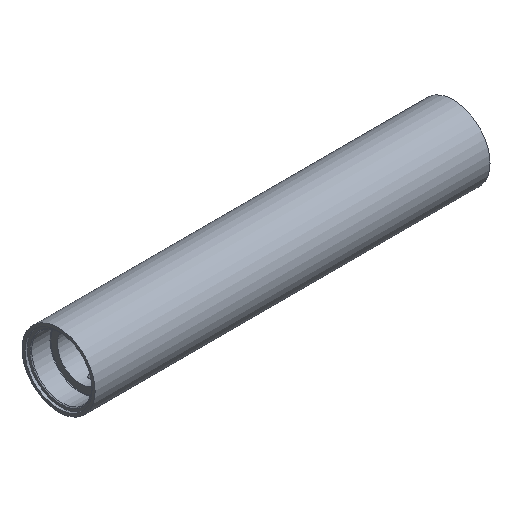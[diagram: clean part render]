
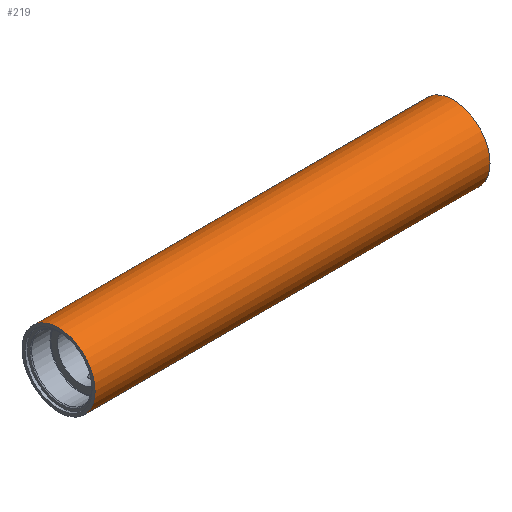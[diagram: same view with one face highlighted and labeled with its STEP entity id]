
A CAD part, isometric view. The second image highlights one B-rep face of the part: STEP entity #219.
In plain terms, the highlighted cylindrical face has radius 43.5 mm (diameter 87 mm), a full revolution.
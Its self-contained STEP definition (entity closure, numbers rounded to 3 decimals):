
#32=CIRCLE('',#253,43.5);
#33=CIRCLE('',#254,43.5);
#50=ORIENTED_EDGE('',*,*,#90,.T.);
#51=ORIENTED_EDGE('',*,*,#91,.T.);
#52=ORIENTED_EDGE('',*,*,#92,.T.);
#53=ORIENTED_EDGE('',*,*,#93,.T.);
#90=EDGE_CURVE('',#110,#110,#128,.T.);
#91=EDGE_CURVE('',#111,#111,#129,.T.);
#92=EDGE_CURVE('',#112,#112,#32,.T.);
#93=EDGE_CURVE('',#113,#113,#33,.T.);
#110=VERTEX_POINT('',#395);
#111=VERTEX_POINT('',#407);
#112=VERTEX_POINT('',#409);
#113=VERTEX_POINT('',#411);
#128=B_SPLINE_CURVE_WITH_KNOTS('',3,(#384,#385,#386,#387,#388,#389,#390,
#391,#392,#393,#394),.UNSPECIFIED.,.T.,.F.,(1,1,1,1,1,1,1,1,1,1,1,1,1,1,
1),(-0.011,-0.007,-0.004,0.,
0.004,0.007,0.011,0.014,
0.018,0.021,0.025,0.028,
0.032,0.035,0.039),.UNSPECIFIED.);
#129=B_SPLINE_CURVE_WITH_KNOTS('',3,(#396,#397,#398,#399,#400,#401,#402,
#403,#404,#405,#406),.UNSPECIFIED.,.T.,.F.,(1,1,1,1,1,1,1,1,1,1,1,1,1,1,
1),(-0.011,-0.007,-0.004,0.,
0.004,0.007,0.011,0.014,
0.018,0.021,0.025,0.028,
0.032,0.035,0.039),.UNSPECIFIED.);
#134=EDGE_LOOP('',(#50));
#135=EDGE_LOOP('',(#51));
#136=EDGE_LOOP('',(#52));
#137=EDGE_LOOP('',(#53));
#174=FACE_BOUND('',#134,.T.);
#175=FACE_BOUND('',#135,.T.);
#176=FACE_BOUND('',#136,.T.);
#177=FACE_BOUND('',#137,.T.);
#211=CYLINDRICAL_SURFACE('',#252,43.5);
#219=ADVANCED_FACE('',(#174,#175,#176,#177),#211,.T.);
#252=AXIS2_PLACEMENT_3D('',#383,#291,#292);
#253=AXIS2_PLACEMENT_3D('',#408,#293,#294);
#254=AXIS2_PLACEMENT_3D('',#410,#295,#296);
#291=DIRECTION('',(1.,0.,0.));
#292=DIRECTION('',(0.,0.,-1.));
#293=DIRECTION('',(-1.,0.,0.));
#294=DIRECTION('',(0.,-1.,0.));
#295=DIRECTION('',(1.,0.,0.));
#296=DIRECTION('',(0.,0.,1.));
#383=CARTESIAN_POINT('',(-237.,0.,0.));
#384=CARTESIAN_POINT('',(-434.273,3.53,-43.383));
#385=CARTESIAN_POINT('',(-435.738,-0.001,-43.558));
#386=CARTESIAN_POINT('',(-434.274,-3.527,-43.384));
#387=CARTESIAN_POINT('',(-430.754,-4.986,-43.208));
#388=CARTESIAN_POINT('',(-427.225,-3.528,-43.383));
#389=CARTESIAN_POINT('',(-425.764,-0.001,-43.558));
#390=CARTESIAN_POINT('',(-427.22,3.522,-43.384));
#391=CARTESIAN_POINT('',(-430.745,4.987,-43.208));
#392=CARTESIAN_POINT('',(-434.273,3.53,-43.383));
#393=CARTESIAN_POINT('',(-435.738,-0.001,-43.558));
#394=CARTESIAN_POINT('',(-434.274,-3.527,-43.384));
#395=CARTESIAN_POINT('',(-435.25,0.,-43.5));
#396=CARTESIAN_POINT('',(-46.773,3.53,-43.383));
#397=CARTESIAN_POINT('',(-48.238,-0.001,-43.558));
#398=CARTESIAN_POINT('',(-46.774,-3.527,-43.384));
#399=CARTESIAN_POINT('',(-43.254,-4.986,-43.208));
#400=CARTESIAN_POINT('',(-39.725,-3.528,-43.383));
#401=CARTESIAN_POINT('',(-38.264,-0.001,-43.558));
#402=CARTESIAN_POINT('',(-39.72,3.522,-43.384));
#403=CARTESIAN_POINT('',(-43.245,4.987,-43.208));
#404=CARTESIAN_POINT('',(-46.773,3.53,-43.383));
#405=CARTESIAN_POINT('',(-48.238,-0.001,-43.558));
#406=CARTESIAN_POINT('',(-46.774,-3.527,-43.384));
#407=CARTESIAN_POINT('',(-47.75,0.,-43.5));
#408=CARTESIAN_POINT('',(-2.,0.,0.));
#409=CARTESIAN_POINT('',(-2.,-43.5,0.));
#410=CARTESIAN_POINT('',(-472.,0.,0.));
#411=CARTESIAN_POINT('',(-472.,0.,43.5));
